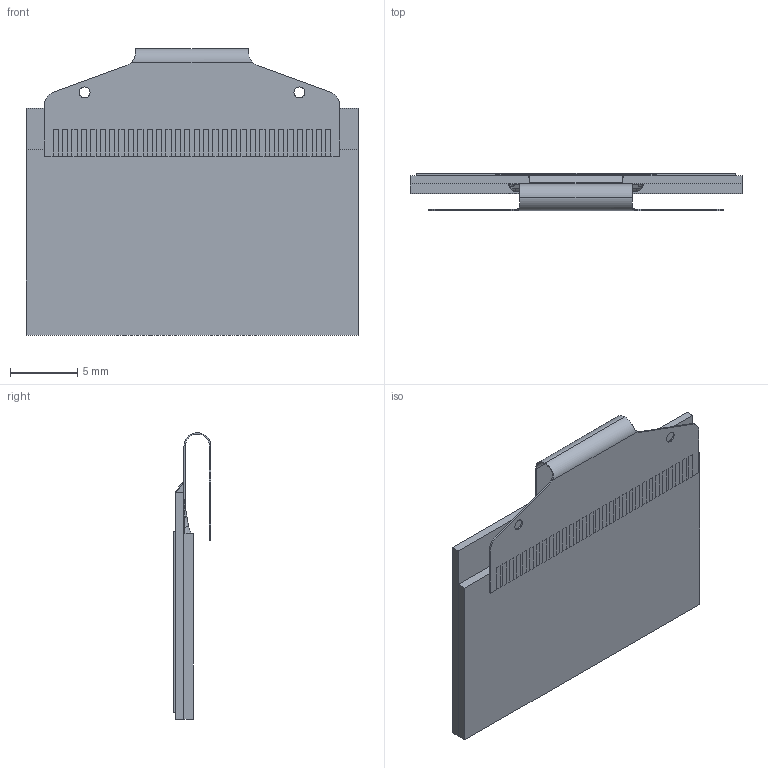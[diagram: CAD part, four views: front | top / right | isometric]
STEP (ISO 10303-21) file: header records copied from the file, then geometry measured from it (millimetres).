
FILE_DESCRIPTION(('FreeCAD Model'),'2;1');
FILE_NAME('Open CASCADE Shape Model','2025-02-13T10:33:05',('Author'),( ''),'Open CASCADE STEP processor 7.8','FreeCAD','Unknown');
FILE_SCHEMA(('AUTOMOTIVE_DESIGN { 1 0 10303 214 1 1 1 1 }'));
Length unit declared in the file: millimetre
Products named in the file (43): Unnamed; DM-OLED096-636; DM-OLED096-636_Panel040; DM-OLED096-636_Panel; DM-OLED096-636_Panel001; DM-OLED096-636_Panel002; DM-OLED096-636_Panel003; DM-OLED096-636_Panel004; DM-OLED096-636_Panel005; DM-OLED096-636_Panel006; DM-OLED096-636_Panel007; DM-OLED096-636_Panel008; DM-OLED096-636_Panel009; DM-OLED096-636_Panel010; DM-OLED096-636_Panel011; DM-OLED096-636_Panel012; DM-OLED096-636_Panel013; DM-OLED096-636_Panel014; DM-OLED096-636_Panel015; DM-OLED096-636_Panel016; DM-OLED096-636_Panel017; DM-OLED096-636_Panel018; DM-OLED096-636_Panel019; DM-OLED096-636_Panel020; DM-OLED096-636_Panel021; DM-OLED096-636_Panel022; DM-OLED096-636_Panel023; DM-OLED096-636_Panel024; DM-OLED096-636_Panel025; DM-OLED096-636_Panel026; DM-OLED096-636_Panel027; DM-OLED096-636_Panel028; DM-OLED096-636_Panel029; DM-OLED096-636_Panel030; DM-OLED096-636_Panel031; DM-OLED096-636_Panel032; DM-OLED096-636_Panel033; DM-OLED096-636_Panel034; DM-OLED096-636_Panel035; DM-OLED096-636_Panel036 ...
Assembly tree (42 placements, depth 4):
  Unnamed
    DM-OLED096-636
      DM-OLED096-636_Panel040
        DM-OLED096-636_Panel
        DM-OLED096-636_Panel001
        DM-OLED096-636_Panel002
        DM-OLED096-636_Panel003
        DM-OLED096-636_Panel004
        DM-OLED096-636_Panel005
        DM-OLED096-636_Panel006
        DM-OLED096-636_Panel007
        DM-OLED096-636_Panel008
        DM-OLED096-636_Panel009
        DM-OLED096-636_Panel010
        DM-OLED096-636_Panel011
        DM-OLED096-636_Panel012
        DM-OLED096-636_Panel013
        DM-OLED096-636_Panel014
        DM-OLED096-636_Panel015
        DM-OLED096-636_Panel016
        DM-OLED096-636_Panel017
        DM-OLED096-636_Panel018
        DM-OLED096-636_Panel019
        DM-OLED096-636_Panel020
        DM-OLED096-636_Panel021
        DM-OLED096-636_Panel022
        DM-OLED096-636_Panel023
        DM-OLED096-636_Panel024
        DM-OLED096-636_Panel025
        DM-OLED096-636_Panel026
        DM-OLED096-636_Panel027
        DM-OLED096-636_Panel028
        DM-OLED096-636_Panel029
        DM-OLED096-636_Panel030
        DM-OLED096-636_Panel031
        DM-OLED096-636_Panel032
        DM-OLED096-636_Panel033
        DM-OLED096-636_Panel034
        DM-OLED096-636_Panel035
        DM-OLED096-636_Panel036
        DM-OLED096-636_Panel037
        DM-OLED096-636_Panel038
        DM-OLED096-636_Panel039
Bounding box: 24.74 x 2.8 x 21.35 mm (x, y, z)
Volume: 584.7 mm3; surface area: 3486.5 mm2
Topology: 40 solids, 40 shells, 425 faces, 1026 edges, 682 vertices
Faces by surface type: plane 387, cylinder 28, bspline 8, torus 2
Entity records: 13443 total; most frequent: CARTESIAN_POINT 2442, ORIENTED_EDGE 2052, DIRECTION 1972, EDGE_CURVE 1026, LINE 936, VECTOR 936, VERTEX_POINT 682, AXIS2_PLACEMENT_3D 518
